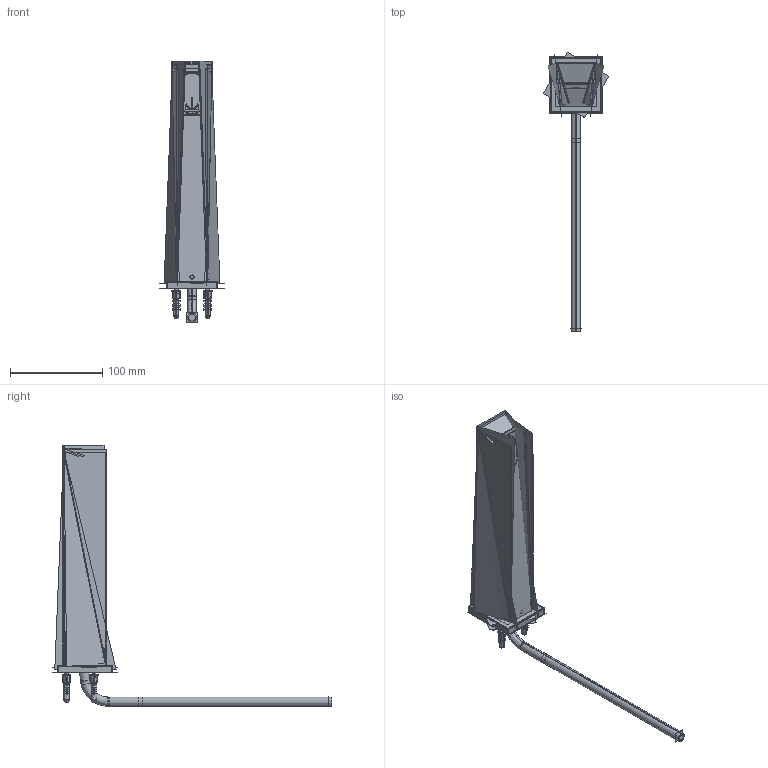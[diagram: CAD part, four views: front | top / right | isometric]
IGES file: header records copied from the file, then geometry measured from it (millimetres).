
Start section:  PTC IGES file: FFAS8511-D00500BC0.igs
Global section: file name: FFAS8511-D00500BC0.igs; native system: Creo Parametric by PTC Inc.; preprocessor: 2014440; author: 10114277; organization: Unknown; date: 20181029.175754; units: millimetre
Bounding box: 71.05 x 303.57 x 283.67 mm (x, y, z)
Volume: 520895.9 mm3; surface area: 4694675.7 mm2
Topology: 35 solids, 60 shells, 6305 faces, 39684 edges, 55600 vertices
Faces by surface type: bspline 3402, revolution 2035, extrusion 868
